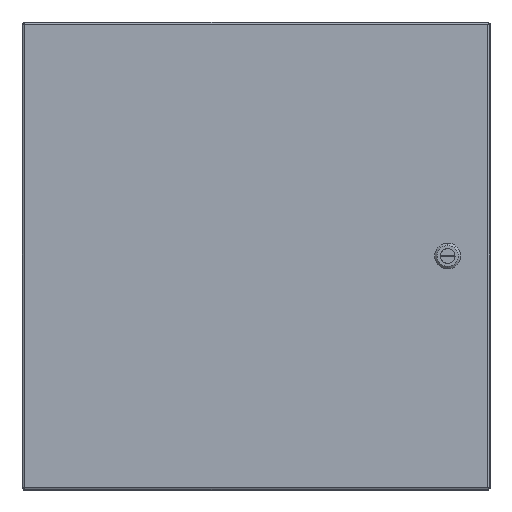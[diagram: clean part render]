
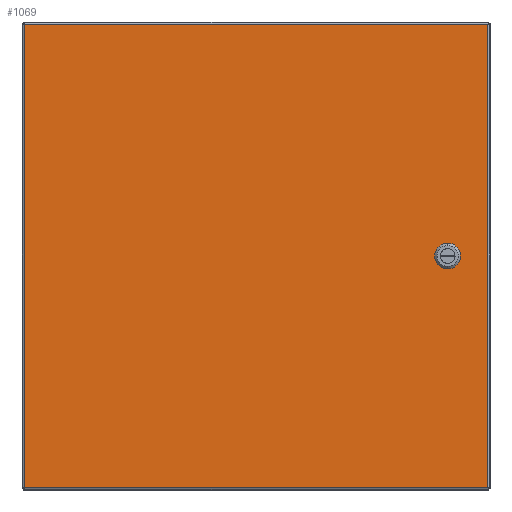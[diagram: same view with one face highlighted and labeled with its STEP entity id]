
A CAD part, front view. The second image highlights one B-rep face of the part: STEP entity #1069.
In plain terms, the highlighted planar face has unit normal (0, -1, 0).
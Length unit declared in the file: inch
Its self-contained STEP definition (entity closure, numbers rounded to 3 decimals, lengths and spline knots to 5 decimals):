
#46 = DIRECTION ( 'NONE',  ( 0.707, 0., -0.707 ) ) ;
#90 = LINE ( 'NONE', #11398, #18429 ) ;
#255 = ORIENTED_EDGE ( 'NONE', *, *, #14491, .T. ) ;
#502 = EDGE_CURVE ( 'NONE', #14925, #6730, #1242, .T. ) ;
#584 = DIRECTION ( 'NONE',  ( -1., 0., 0. ) ) ;
#634 = ORIENTED_EDGE ( 'NONE', *, *, #7004, .T. ) ;
#1038 = VERTEX_POINT ( 'NONE', #5373 ) ;
#1069 = ADVANCED_FACE ( 'NONE', ( #5573, #7362 ), #10408, .T. ) ;
#1091 = EDGE_CURVE ( 'NONE', #8547, #11873, #15635, .T. ) ;
#1242 = LINE ( 'NONE', #10791, #20200 ) ;
#1699 = LINE ( 'NONE', #12498, #16080 ) ;
#1856 = DIRECTION ( 'NONE',  ( 0.707, 0., 0.707 ) ) ;
#1920 = CARTESIAN_POINT ( 'NONE',  ( 8.422, -12.821, 0.3954 ) ) ;
#2644 = DIRECTION ( 'NONE',  ( 1., 0., 0. ) ) ;
#2778 = VECTOR ( 'NONE', #17631, 39.37008 ) ;
#3425 = VERTEX_POINT ( 'NONE', #14821 ) ;
#3882 = VECTOR ( 'NONE', #584, 39.37008 ) ;
#4116 = DIRECTION ( 'NONE',  ( 0., -1., 0. ) ) ;
#4795 = ORIENTED_EDGE ( 'NONE', *, *, #16630, .T. ) ;
#5373 = CARTESIAN_POINT ( 'NONE',  ( 8.422, -12.821, -0.3956 ) ) ;
#5406 = CARTESIAN_POINT ( 'NONE',  ( -9.896, -12.821, -9.8986 ) ) ;
#5411 = LINE ( 'NONE', #5519, #3882 ) ;
#5515 = DIRECTION ( 'NONE',  ( 0., 0., -1. ) ) ;
#5519 = CARTESIAN_POINT ( 'NONE',  ( -9.896, -12.821, 9.8984 ) ) ;
#5573 = FACE_OUTER_BOUND ( 'NONE', #6656, .T. ) ;
#5668 = LINE ( 'NONE', #12162, #6009 ) ;
#5818 = EDGE_CURVE ( 'NONE', #9700, #3425, #16698, .T. ) ;
#5848 = DIRECTION ( 'NONE',  ( -1., 0., 0. ) ) ;
#5978 = ORIENTED_EDGE ( 'NONE', *, *, #5818, .T. ) ;
#6009 = VECTOR ( 'NONE', #12054, 39.37008 ) ;
#6085 = EDGE_CURVE ( 'NONE', #10828, #7038, #6982, .T. ) ;
#6466 = DIRECTION ( 'NONE',  ( -0.707, 0., -0.707 ) ) ;
#6544 = EDGE_LOOP ( 'NONE', ( #14403, #255, #13906, #16896, #5978, #16685, #20564, #4795 ) ) ;
#6576 = CARTESIAN_POINT ( 'NONE',  ( 8.5865, -12.821, 0.2309 ) ) ;
#6656 = EDGE_LOOP ( 'NONE', ( #11083, #634, #13500, #17273 ) ) ;
#6726 = LINE ( 'NONE', #19502, #2778 ) ;
#6730 = VERTEX_POINT ( 'NONE', #13213 ) ;
#6948 = DIRECTION ( 'NONE',  ( 0., 0., -1. ) ) ;
#6982 = LINE ( 'NONE', #5406, #7197 ) ;
#7004 = EDGE_CURVE ( 'NONE', #6730, #10828, #5411, .T. ) ;
#7038 = VERTEX_POINT ( 'NONE', #17363 ) ;
#7197 = VECTOR ( 'NONE', #5515, 39.37008 ) ;
#7362 = FACE_BOUND ( 'NONE', #6544, .T. ) ;
#7519 = CARTESIAN_POINT ( 'NONE',  ( 8.422, -12.821, 0.3954 ) ) ;
#8186 = AXIS2_PLACEMENT_3D ( 'NONE', #13323, #4116, #8836 ) ;
#8547 = VERTEX_POINT ( 'NONE', #8879 ) ;
#8836 = DIRECTION ( 'NONE',  ( 0., 0., -1. ) ) ;
#8879 = CARTESIAN_POINT ( 'NONE',  ( 7.96, -12.821, 0.3954 ) ) ;
#9216 = CARTESIAN_POINT ( 'NONE',  ( 7.7955, -12.821, 0.2309 ) ) ;
#9700 = VERTEX_POINT ( 'NONE', #6576 ) ;
#10408 = PLANE ( 'NONE',  #8186 ) ;
#10415 = CARTESIAN_POINT ( 'NONE',  ( 8.5865, -12.821, -0.2311 ) ) ;
#10487 = DIRECTION ( 'NONE',  ( 0., 0., 1. ) ) ;
#10565 = CARTESIAN_POINT ( 'NONE',  ( 7.96, -12.821, -0.3956 ) ) ;
#10596 = VERTEX_POINT ( 'NONE', #9216 ) ;
#10774 = LINE ( 'NONE', #10565, #13140 ) ;
#10791 = CARTESIAN_POINT ( 'NONE',  ( 9.901, -12.821, -9.8986 ) ) ;
#10828 = VERTEX_POINT ( 'NONE', #19865 ) ;
#11083 = ORIENTED_EDGE ( 'NONE', *, *, #502, .T. ) ;
#11398 = CARTESIAN_POINT ( 'NONE',  ( 7.96, -12.821, 0.3954 ) ) ;
#11462 = VECTOR ( 'NONE', #46, 39.37008 ) ;
#11873 = VERTEX_POINT ( 'NONE', #7519 ) ;
#12054 = DIRECTION ( 'NONE',  ( 1., 0., 0. ) ) ;
#12162 = CARTESIAN_POINT ( 'NONE',  ( -9.896, -12.821, -9.8986 ) ) ;
#12498 = CARTESIAN_POINT ( 'NONE',  ( 7.7955, -12.821, 0.2309 ) ) ;
#12512 = LINE ( 'NONE', #1920, #11462 ) ;
#12537 = LINE ( 'NONE', #12638, #18793 ) ;
#12638 = CARTESIAN_POINT ( 'NONE',  ( 8.5865, -12.821, -0.2311 ) ) ;
#12775 = EDGE_CURVE ( 'NONE', #7038, #14925, #5668, .T. ) ;
#13140 = VECTOR ( 'NONE', #5848, 39.37008 ) ;
#13213 = CARTESIAN_POINT ( 'NONE',  ( 9.901, -12.821, 9.8984 ) ) ;
#13323 = CARTESIAN_POINT ( 'NONE',  ( -9.896, -12.821, -9.8986 ) ) ;
#13500 = ORIENTED_EDGE ( 'NONE', *, *, #6085, .T. ) ;
#13906 = ORIENTED_EDGE ( 'NONE', *, *, #1091, .T. ) ;
#14403 = ORIENTED_EDGE ( 'NONE', *, *, #18935, .T. ) ;
#14491 = EDGE_CURVE ( 'NONE', #10596, #8547, #90, .T. ) ;
#14757 = CARTESIAN_POINT ( 'NONE',  ( 7.96, -12.821, -0.3956 ) ) ;
#14821 = CARTESIAN_POINT ( 'NONE',  ( 8.5865, -12.821, -0.2311 ) ) ;
#14925 = VERTEX_POINT ( 'NONE', #17571 ) ;
#15635 = LINE ( 'NONE', #18574, #18547 ) ;
#15665 = CARTESIAN_POINT ( 'NONE',  ( 7.7955, -12.821, -0.2311 ) ) ;
#16080 = VECTOR ( 'NONE', #20655, 39.37008 ) ;
#16263 = EDGE_CURVE ( 'NONE', #11873, #9700, #12512, .T. ) ;
#16630 = EDGE_CURVE ( 'NONE', #18133, #18479, #6726, .T. ) ;
#16685 = ORIENTED_EDGE ( 'NONE', *, *, #20273, .T. ) ;
#16698 = LINE ( 'NONE', #10415, #17008 ) ;
#16896 = ORIENTED_EDGE ( 'NONE', *, *, #16263, .T. ) ;
#17008 = VECTOR ( 'NONE', #6948, 39.37008 ) ;
#17224 = EDGE_CURVE ( 'NONE', #1038, #18133, #10774, .T. ) ;
#17273 = ORIENTED_EDGE ( 'NONE', *, *, #12775, .T. ) ;
#17363 = CARTESIAN_POINT ( 'NONE',  ( -9.896, -12.821, -9.8986 ) ) ;
#17571 = CARTESIAN_POINT ( 'NONE',  ( 9.901, -12.821, -9.8986 ) ) ;
#17631 = DIRECTION ( 'NONE',  ( -0.707, 0., 0.707 ) ) ;
#18133 = VERTEX_POINT ( 'NONE', #14757 ) ;
#18429 = VECTOR ( 'NONE', #1856, 39.37008 ) ;
#18479 = VERTEX_POINT ( 'NONE', #15665 ) ;
#18547 = VECTOR ( 'NONE', #2644, 39.37008 ) ;
#18574 = CARTESIAN_POINT ( 'NONE',  ( 8.422, -12.821, 0.3954 ) ) ;
#18793 = VECTOR ( 'NONE', #6466, 39.37008 ) ;
#18935 = EDGE_CURVE ( 'NONE', #18479, #10596, #1699, .T. ) ;
#19502 = CARTESIAN_POINT ( 'NONE',  ( 7.7955, -12.821, -0.2311 ) ) ;
#19865 = CARTESIAN_POINT ( 'NONE',  ( -9.896, -12.821, 9.8984 ) ) ;
#20200 = VECTOR ( 'NONE', #10487, 39.37008 ) ;
#20273 = EDGE_CURVE ( 'NONE', #3425, #1038, #12537, .T. ) ;
#20564 = ORIENTED_EDGE ( 'NONE', *, *, #17224, .T. ) ;
#20655 = DIRECTION ( 'NONE',  ( 0., 0., 1. ) ) ;
